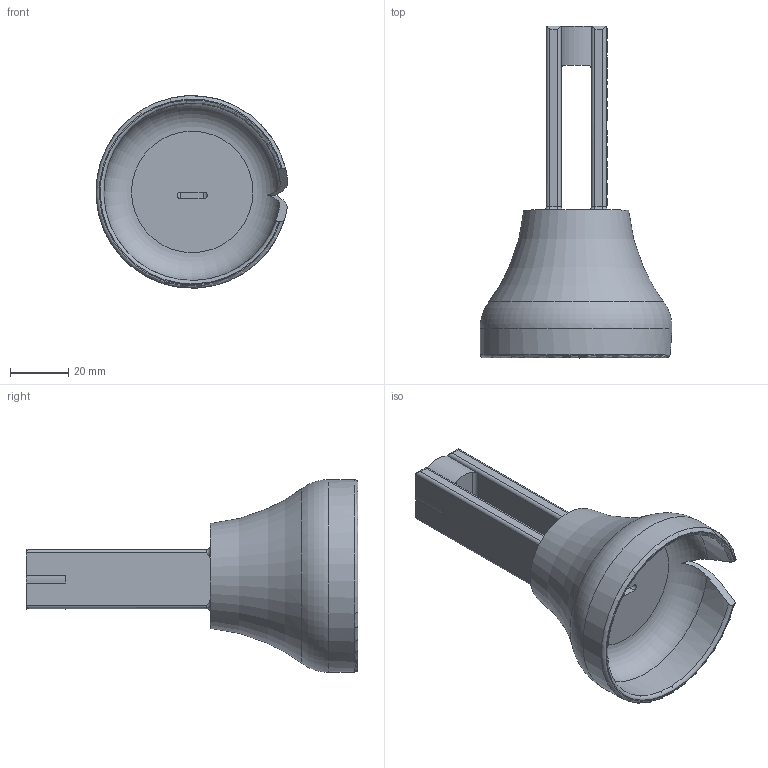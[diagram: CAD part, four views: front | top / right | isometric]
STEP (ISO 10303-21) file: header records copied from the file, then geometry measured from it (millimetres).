
FILE_DESCRIPTION(/* description */ ('STEP AP242','CAx-IF Rec.Pracs.---Representation and Presentation of Product Manufacturing Information (PMI)---4.0---2014-10-13','CAx-IF Rec.Pracs.---3D Tessellated Geometry---0.4---2014-09-14','2;1'),/* implementation_level */ '2;1');
FILE_NAME(/* name */ '66b1976f73c0dc008764bd4f',/* time_stamp */ '2024-08-06T03:24:32Z',/* author */ (''),/* organization */ (''),/* preprocessor_version */ 'ST-DEVELOPER v20',/* originating_system */ ' ',/* authorisation */ ' ');
FILE_SCHEMA (('AP242_MANAGED_MODEL_BASED_3D_ENGINEERING_MIM_LF { 1 0 10303 442 1 1 4 }'));
Length unit declared in the file: metre
Products named in the file (1): Part 1
Bounding box: 65.95 x 114.05 x 66.14 mm (x, y, z)
Volume: 68106.4 mm3; surface area: 23385.8 mm2
Topology: 1 solids, 1 shells, 443 faces, 1256 edges, 832 vertices
Faces by surface type: bspline 302, plane 98, cylinder 30, torus 13
Entity records: 15408 total; most frequent: CARTESIAN_POINT 6003, ORIENTED_EDGE 2504, EDGE_CURVE 1252, DIRECTION 965, VERTEX_POINT 830, B_SPLINE_CURVE_WITH_KNOTS 636, LINE 551, VECTOR 551
